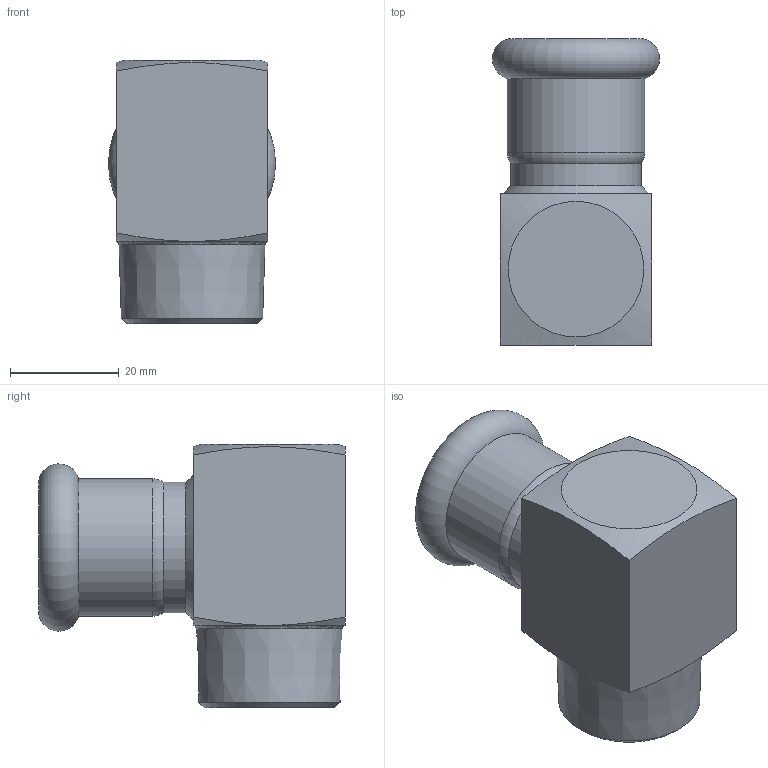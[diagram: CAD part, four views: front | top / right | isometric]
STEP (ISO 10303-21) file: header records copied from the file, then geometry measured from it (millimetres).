
FILE_DESCRIPTION(/* description */ ('GOMITO MISTO 90° MF 3/4"x22'),/* implementation_level */ '2;1');
FILE_NAME(/* name */ '385304022_Steelpres.stp',/* time_stamp */ '2022-10-21T14:22:59+02:00',/* author */ ('Vault'),/* organization */ ('Raccorderie metalliche s.p.a. '),/* preprocessor_version */ 'ST-DEVELOPER v18.1',/* originating_system */ 'Autodesk Inventor 2020',/* authorisation */ 'Raccorderie metalliche s.p.a. ');
FILE_SCHEMA (('AUTOMOTIVE_DESIGN { 1 0 10303 214 3 1 1 }'));
Length unit declared in the file: millimetre
Products named in the file (1): 385304022_Steelpres
Bounding box: 30.79 x 56.5 x 48.5 mm (x, y, z)
Volume: 24888.4 mm3; surface area: 13350 mm2
Topology: 1 solids, 2 shells, 36 faces, 109 edges, 77 vertices
Faces by surface type: cone 11, cylinder 10, plane 9, torus 6
Full cylindrical faces by diameter (mm): 19 x2, 21 x1, 22.3 x1, 22.9 x2, 24 x2, 24.5 x1, 25.3 x1
Entity records: 1331 total; most frequent: CARTESIAN_POINT 272, DIRECTION 234, ORIENTED_EDGE 216, EDGE_CURVE 108, AXIS2_PLACEMENT_3D 106, VERTEX_POINT 77, CIRCLE 67, EDGE_LOOP 41
